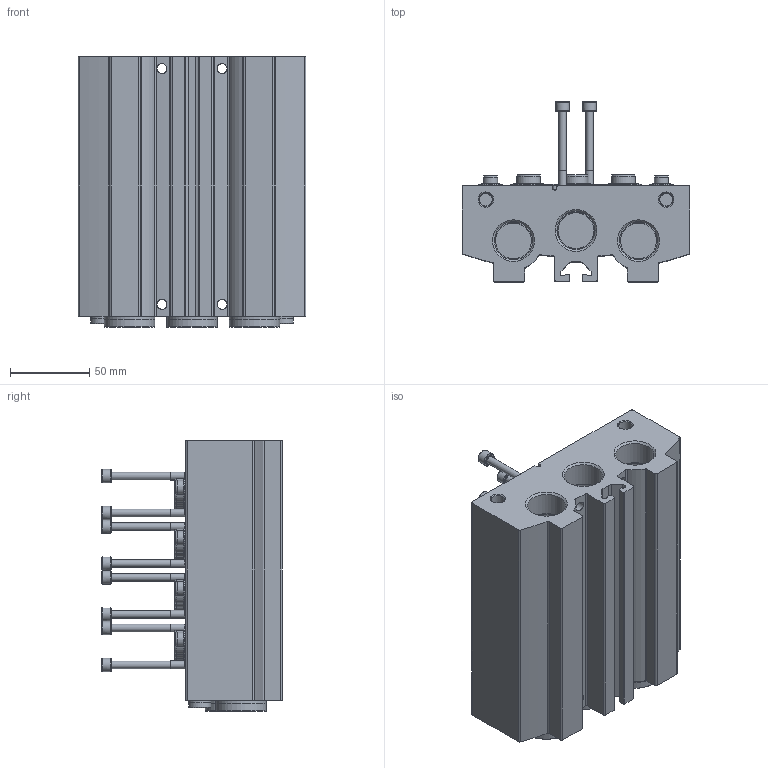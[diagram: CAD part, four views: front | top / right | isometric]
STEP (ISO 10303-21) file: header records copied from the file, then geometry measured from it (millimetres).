
FILE_DESCRIPTION(/* description */ ('STEP AP214'),/* implementation_level */ '2;1');
FILE_NAME(/* name */ '8026361_VABM-B10-30E-G34-4',/* time_stamp */ '2024-09-15T22:41:09+02:00',/* author */ ('License CC BY-ND 4.0'),/* organization */ ('CADENAS'),/* preprocessor_version */ 'ST-DEVELOPER v19.3',/* originating_system */ 'PARTsolutions',/* authorisation */ ' ');
FILE_SCHEMA (('AUTOMOTIVE_DESIGN {1 0 10303 214 3 1 1}'));
Length unit declared in the file: millimetre
Products named in the file (7): 8026361 VABM-B10-30E-G34-4; 8026361 VABM-B10-30E-G34-4---(M); 1658619 VUVS-G3-3---(S); 2191444 F-M5x60-10.9; 1354302 VUVS-G18---(S); 3572 B-3/4---(Plug); 3568 B-1/8---(Plug)
Assembly tree (26 placements, depth 2):
  8026361 VABM-B10-30E-G34-4
    8026361 VABM-B10-30E-G34-4---(M)
    1658619 VUVS-G3-3---(S)  x4
    2191444 F-M5x60-10.9  x8
    1354302 VUVS-G18---(S)  x8
    3572 B-3/4---(Plug)  x3
    3568 B-1/8---(Plug)  x2
Bounding box: 144 x 113.9 x 170.95 mm (x, y, z)
Volume: 1034508.6 mm3; surface area: 198434.6 mm2
Topology: 26 solids, 26 shells, 1046 faces, 2433 edges, 1548 vertices
Faces by surface type: plane 494, cylinder 312, cone 187, torus 53
Full cylindrical faces by diameter (mm): 3.5 x1, 4.134 x11, 4.75 x8, 5 x8, 5.5 x8, 6 x8, 6.3 x4, 8.2 x2, 8.5 x8, 8.566 x4, 8.9 x8, 9 x12, 9.728 x2, 10.8 x8, 12 x12, 12.6 x2, 14 x4, 15 x8, 15.1 x12, 18.1 x12, 22.8 x3, 24.117 x6, 26.441 x3, 28.8 x3, 32 x6
Entity records: 12458 total; most frequent: CARTESIAN_POINT 2378, DIRECTION 2106, ORIENTED_EDGE 1750, EDGE_CURVE 875, AXIS2_PLACEMENT_3D 815, FACE_BOUND 700, EDGE_LOOP 688, VERTEX_POINT 659
